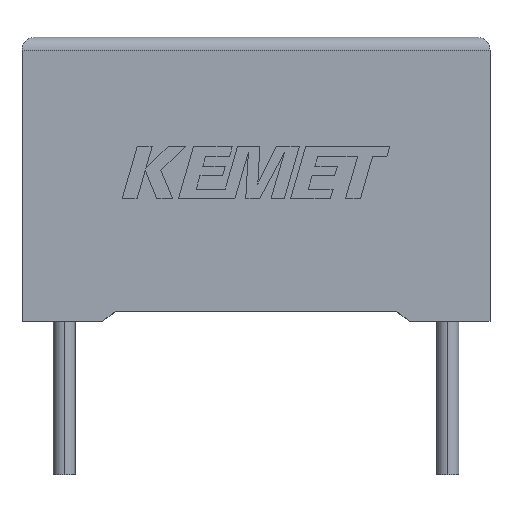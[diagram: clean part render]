
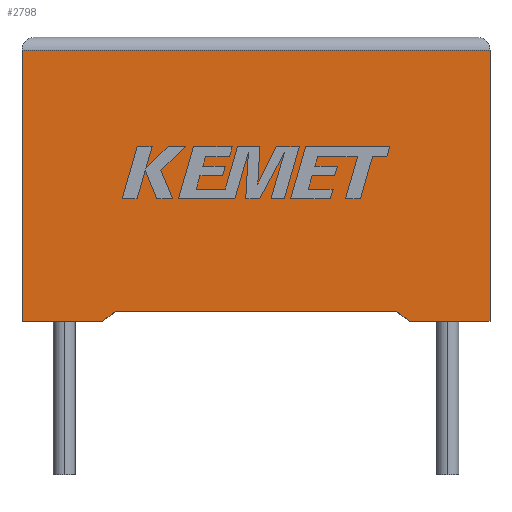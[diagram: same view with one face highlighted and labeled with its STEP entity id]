
A CAD part, top view. The second image highlights one B-rep face of the part: STEP entity #2798.
In plain terms, the highlighted planar face has unit normal (0, 0, 1).
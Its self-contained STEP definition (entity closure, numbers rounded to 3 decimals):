
#17 = LINE ( 'NONE', #1936, #2503 ) ;
#57 = EDGE_CURVE ( 'NONE', #1054, #1787, #17, .T. ) ;
#201 = DIRECTION ( 'NONE',  ( -1., 0., 0. ) ) ;
#275 = CARTESIAN_POINT ( 'NONE',  ( 0., 0., 5.2 ) ) ;
#459 = LINE ( 'NONE', #2286, #1873 ) ;
#481 = EDGE_CURVE ( 'NONE', #1569, #1795, #951, .T. ) ;
#526 = CARTESIAN_POINT ( 'NONE',  ( 0., 10.6, 5.2 ) ) ;
#531 = VECTOR ( 'NONE', #201, 1000. ) ;
#545 = CARTESIAN_POINT ( 'NONE',  ( 0., 0., 5.2 ) ) ;
#621 = LINE ( 'NONE', #1606, #3055 ) ;
#829 = ORIENTED_EDGE ( 'NONE', *, *, #2684, .T. ) ;
#842 = EDGE_CURVE ( 'NONE', #1468, #1054, #2393, .T. ) ;
#855 = CARTESIAN_POINT ( 'NONE',  ( 3.15, 0., 5.2 ) ) ;
#885 = CARTESIAN_POINT ( 'NONE',  ( 9.15, 0.383, 5.2 ) ) ;
#910 = CARTESIAN_POINT ( 'NONE',  ( 18.3, 0., 5.2 ) ) ;
#932 = DIRECTION ( 'NONE',  ( -1., 0., 0. ) ) ;
#951 = LINE ( 'NONE', #545, #2803 ) ;
#996 = ORIENTED_EDGE ( 'NONE', *, *, #1851, .F. ) ;
#1010 = PLANE ( 'NONE',  #2015 ) ;
#1052 = DIRECTION ( 'NONE',  ( 1., 0., 0. ) ) ;
#1054 = VERTEX_POINT ( 'NONE', #1201 ) ;
#1091 = ORIENTED_EDGE ( 'NONE', *, *, #1780, .T. ) ;
#1115 = VERTEX_POINT ( 'NONE', #2307 ) ;
#1201 = CARTESIAN_POINT ( 'NONE',  ( 15.15, 0., 5.2 ) ) ;
#1243 = CARTESIAN_POINT ( 'NONE',  ( 15.15, 0., 5.2 ) ) ;
#1257 = FACE_OUTER_BOUND ( 'NONE', #2447, .T. ) ;
#1308 = ORIENTED_EDGE ( 'NONE', *, *, #1816, .F. ) ;
#1381 = VERTEX_POINT ( 'NONE', #855 ) ;
#1391 = CARTESIAN_POINT ( 'NONE',  ( 14.642, 0.383, 5.2 ) ) ;
#1410 = CARTESIAN_POINT ( 'NONE',  ( 18.3, 10.6, 5.2 ) ) ;
#1429 = VECTOR ( 'NONE', #1559, 1000. ) ;
#1468 = VERTEX_POINT ( 'NONE', #1391 ) ;
#1506 = DIRECTION ( 'NONE',  ( 0., 0., -1. ) ) ;
#1559 = DIRECTION ( 'NONE',  ( 1., 0., 0. ) ) ;
#1569 = VERTEX_POINT ( 'NONE', #526 ) ;
#1606 = CARTESIAN_POINT ( 'NONE',  ( 18.3, 0., 5.2 ) ) ;
#1760 = ORIENTED_EDGE ( 'NONE', *, *, #481, .T. ) ;
#1765 = DIRECTION ( 'NONE',  ( -1., 0., 0. ) ) ;
#1780 = EDGE_CURVE ( 'NONE', #2747, #1569, #459, .T. ) ;
#1787 = VERTEX_POINT ( 'NONE', #910 ) ;
#1795 = VERTEX_POINT ( 'NONE', #2101 ) ;
#1816 = EDGE_CURVE ( 'NONE', #1468, #1115, #3012, .T. ) ;
#1851 = EDGE_CURVE ( 'NONE', #1115, #1381, #2298, .T. ) ;
#1873 = VECTOR ( 'NONE', #932, 1000. ) ;
#1936 = CARTESIAN_POINT ( 'NONE',  ( 0., 0., 5.2 ) ) ;
#2015 = AXIS2_PLACEMENT_3D ( 'NONE', #275, #1506, #1765 ) ;
#2101 = CARTESIAN_POINT ( 'NONE',  ( 0., 0., 5.2 ) ) ;
#2118 = VECTOR ( 'NONE', #2788, 1000. ) ;
#2227 = CARTESIAN_POINT ( 'NONE',  ( 0., 0., 5.2 ) ) ;
#2286 = CARTESIAN_POINT ( 'NONE',  ( 0., 10.6, 5.2 ) ) ;
#2298 = LINE ( 'NONE', #3027, #2118 ) ;
#2307 = CARTESIAN_POINT ( 'NONE',  ( 3.658, 0.383, 5.2 ) ) ;
#2393 = LINE ( 'NONE', #1243, #2856 ) ;
#2419 = EDGE_CURVE ( 'NONE', #1795, #1381, #2472, .T. ) ;
#2447 = EDGE_LOOP ( 'NONE', ( #829, #1091, #1760, #2955, #996, #1308, #2933, #2800 ) ) ;
#2472 = LINE ( 'NONE', #2227, #1429 ) ;
#2503 = VECTOR ( 'NONE', #1052, 1000. ) ;
#2547 = DIRECTION ( 'NONE',  ( 0., 1., 0. ) ) ;
#2640 = DIRECTION ( 'NONE',  ( 0., -1., 0. ) ) ;
#2684 = EDGE_CURVE ( 'NONE', #1787, #2747, #621, .T. ) ;
#2747 = VERTEX_POINT ( 'NONE', #1410 ) ;
#2788 = DIRECTION ( 'NONE',  ( -0.799, -0.602, 0. ) ) ;
#2798 = ADVANCED_FACE ( 'NONE', ( #1257 ), #1010, .F. ) ;
#2800 = ORIENTED_EDGE ( 'NONE', *, *, #57, .T. ) ;
#2803 = VECTOR ( 'NONE', #2640, 1000. ) ;
#2856 = VECTOR ( 'NONE', #2923, 1000. ) ;
#2923 = DIRECTION ( 'NONE',  ( 0.799, -0.602, 0. ) ) ;
#2933 = ORIENTED_EDGE ( 'NONE', *, *, #842, .T. ) ;
#2955 = ORIENTED_EDGE ( 'NONE', *, *, #2419, .T. ) ;
#3012 = LINE ( 'NONE', #885, #531 ) ;
#3027 = CARTESIAN_POINT ( 'NONE',  ( 3.15, 0., 5.2 ) ) ;
#3055 = VECTOR ( 'NONE', #2547, 1000. ) ;
